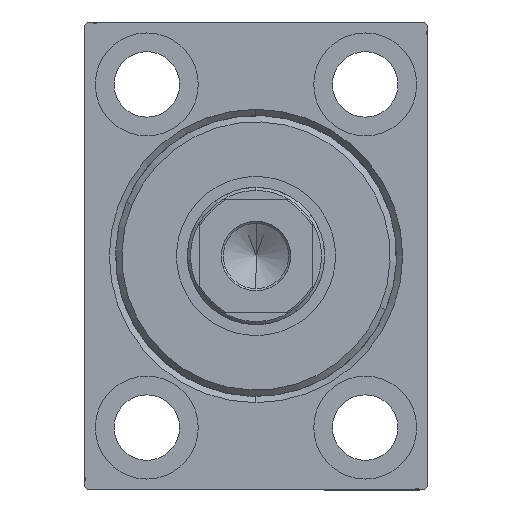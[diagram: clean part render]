
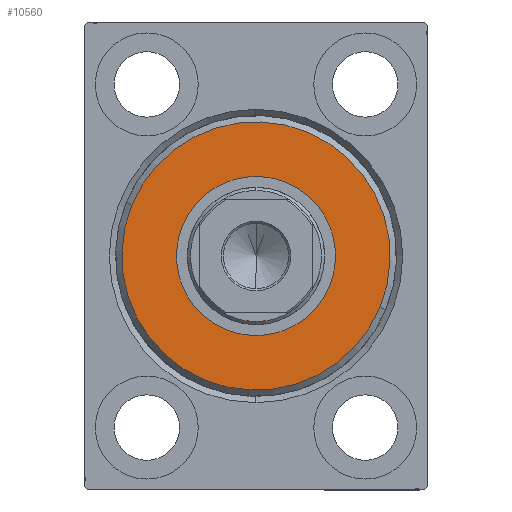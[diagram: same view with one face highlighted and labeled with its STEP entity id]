
A CAD part, left-side view. The second image highlights one B-rep face of the part: STEP entity #10560.
In plain terms, the highlighted face is planar.
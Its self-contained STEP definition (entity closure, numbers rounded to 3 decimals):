
#1022 = VERTEX_POINT ( 'NONE', #6015 ) ;
#1438 = EDGE_LOOP ( 'NONE', ( #1898, #18944 ) ) ;
#1898 = ORIENTED_EDGE ( 'NONE', *, *, #21893, .T. ) ;
#2062 = CARTESIAN_POINT ( 'NONE',  ( 3., 0., 0. ) ) ;
#2535 = DIRECTION ( 'NONE',  ( 0., 0., -1. ) ) ;
#4333 = AXIS2_PLACEMENT_3D ( 'NONE', #23145, #33322, #2535 ) ;
#4864 = CARTESIAN_POINT ( 'NONE',  ( 3., 0., 0. ) ) ;
#4948 = DIRECTION ( 'NONE',  ( 0., 0., -1. ) ) ;
#6015 = CARTESIAN_POINT ( 'NONE',  ( 3., 0., 21.5 ) ) ;
#6564 = FACE_OUTER_BOUND ( 'NONE', #1438, .T. ) ;
#8008 = DIRECTION ( 'NONE',  ( 0., 0., -1. ) ) ;
#10560 = ADVANCED_FACE ( 'NONE', ( #6564, #13210 ), #20301, .T. ) ;
#11328 = DIRECTION ( 'NONE',  ( 1., 0., 0. ) ) ;
#11545 = CARTESIAN_POINT ( 'NONE',  ( 3., 0., 0. ) ) ;
#11947 = DIRECTION ( 'NONE',  ( 1., 0., 0. ) ) ;
#13210 = FACE_BOUND ( 'NONE', #15479, .T. ) ;
#13416 = DIRECTION ( 'NONE',  ( 0., 0., -1. ) ) ;
#13458 = EDGE_CURVE ( 'NONE', #43808, #23192, #29808, .T. ) ;
#13584 = CARTESIAN_POINT ( 'NONE',  ( 3., 0., 12.75 ) ) ;
#14613 = AXIS2_PLACEMENT_3D ( 'NONE', #4864, #11947, #38977 ) ;
#15479 = EDGE_LOOP ( 'NONE', ( #20183, #33740 ) ) ;
#15575 = DIRECTION ( 'NONE',  ( -1., 0., 0. ) ) ;
#18944 = ORIENTED_EDGE ( 'NONE', *, *, #38348, .T. ) ;
#20082 = CARTESIAN_POINT ( 'NONE',  ( 3., 0., 0. ) ) ;
#20157 = CARTESIAN_POINT ( 'NONE',  ( 3., 0., -12.75 ) ) ;
#20183 = ORIENTED_EDGE ( 'NONE', *, *, #13458, .T. ) ;
#20301 = PLANE ( 'NONE',  #28325 ) ;
#21893 = EDGE_CURVE ( 'NONE', #1022, #23547, #41908, .T. ) ;
#22811 = AXIS2_PLACEMENT_3D ( 'NONE', #11545, #11328, #8008 ) ;
#23145 = CARTESIAN_POINT ( 'NONE',  ( 3., 0., 0. ) ) ;
#23192 = VERTEX_POINT ( 'NONE', #20157 ) ;
#23547 = VERTEX_POINT ( 'NONE', #24019 ) ;
#24019 = CARTESIAN_POINT ( 'NONE',  ( 3., 0., -21.5 ) ) ;
#26728 = CIRCLE ( 'NONE', #35928, 12.75 ) ;
#28325 = AXIS2_PLACEMENT_3D ( 'NONE', #20082, #33588, #13416 ) ;
#28747 = CIRCLE ( 'NONE', #14613, 21.5 ) ;
#29808 = CIRCLE ( 'NONE', #4333, 12.75 ) ;
#33322 = DIRECTION ( 'NONE',  ( -1., 0., 0. ) ) ;
#33588 = DIRECTION ( 'NONE',  ( 1., 0., 0. ) ) ;
#33740 = ORIENTED_EDGE ( 'NONE', *, *, #42175, .T. ) ;
#35928 = AXIS2_PLACEMENT_3D ( 'NONE', #2062, #15575, #4948 ) ;
#38348 = EDGE_CURVE ( 'NONE', #23547, #1022, #28747, .T. ) ;
#38977 = DIRECTION ( 'NONE',  ( 0., 0., -1. ) ) ;
#41908 = CIRCLE ( 'NONE', #22811, 21.5 ) ;
#42175 = EDGE_CURVE ( 'NONE', #23192, #43808, #26728, .T. ) ;
#43808 = VERTEX_POINT ( 'NONE', #13584 ) ;
